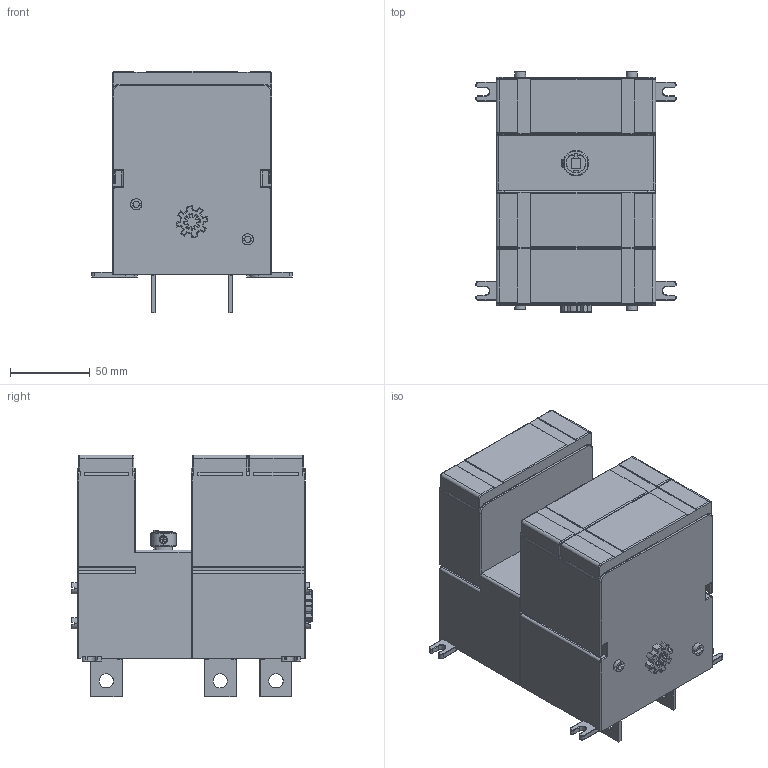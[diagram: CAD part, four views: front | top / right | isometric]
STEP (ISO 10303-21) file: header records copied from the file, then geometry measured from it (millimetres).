
FILE_DESCRIPTION((''),'2;1');
FILE_NAME('OS160GD12BB-AL_SW0001','2024-08-13T10:42:29',('FIANLEH10'),(''),'CREO PARAMETRIC BY PTC INC, 2022364','CREO PARAMETRIC BY PTC INC, 2022364','');
FILE_SCHEMA(('AUTOMOTIVE_DESIGN { 1 0 10303 214 1 1 1 1 }'));
Length unit declared in the file: millimetre
Products named in the file (1): OS160GD12BB-AL_SW0001
Bounding box: 125.99 x 151 x 151.55 mm (x, y, z)
Volume: 1611792.9 mm3; surface area: 116806.4 mm2
Topology: 1 solids, 1 shells, 868 faces, 2236 edges, 1384 vertices
Faces by surface type: plane 367, cylinder 294, torus 86, cone 83, bspline 26, sphere 12
Entity records: 41207 total; most frequent: CARTESIAN_POINT 13629, ORIENTED_EDGE 4456, DIRECTION 4249, EDGE_CURVE 2228, AXIS2_PLACEMENT_3D 1508, VERTEX_POINT 1384, VECTOR 1230, LINE 1230
